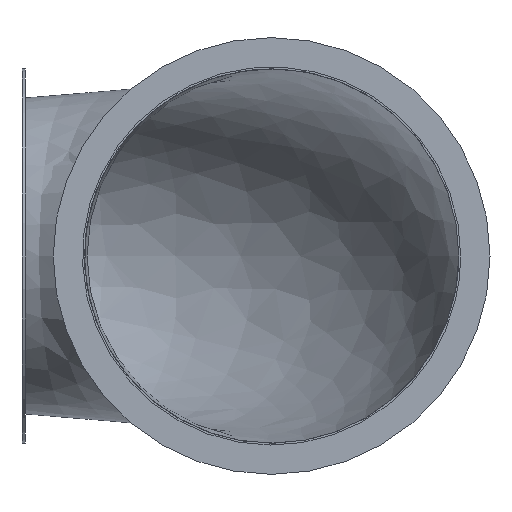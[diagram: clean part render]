
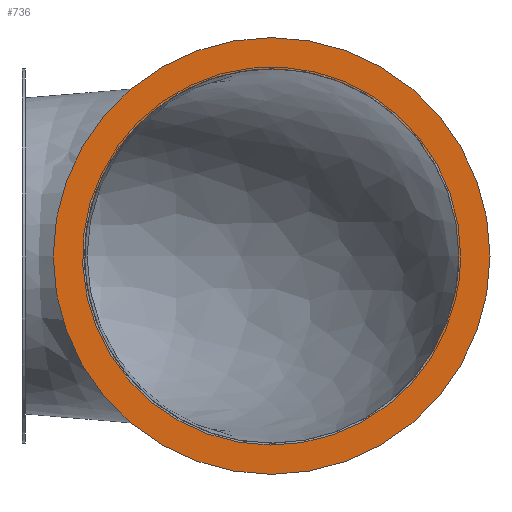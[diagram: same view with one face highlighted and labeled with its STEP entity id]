
A CAD part, front view. The second image highlights one B-rep face of the part: STEP entity #736.
In plain terms, the highlighted planar face has unit normal (0, -1, 0).
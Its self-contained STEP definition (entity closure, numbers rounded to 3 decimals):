
#675 = VERTEX_POINT('',#676);
#676 = CARTESIAN_POINT('',(750.,0.,0.));
#692 = EDGE_CURVE('',#675,#675,#693,.T.);
#693 = CIRCLE('',#694,350.);
#694 = AXIS2_PLACEMENT_3D('',#695,#696,#697);
#695 = CARTESIAN_POINT('',(400.,0.,0.));
#696 = DIRECTION('',(0.,-1.,0.));
#697 = DIRECTION('',(1.,0.,0.));
#708 = VERTEX_POINT('',#709);
#709 = CARTESIAN_POINT('',(700.,0.,0.));
#725 = EDGE_CURVE('',#708,#708,#726,.T.);
#726 = CIRCLE('',#727,300.);
#727 = AXIS2_PLACEMENT_3D('',#728,#729,#730);
#728 = CARTESIAN_POINT('',(400.,0.,0.));
#729 = DIRECTION('',(0.,-1.,0.));
#730 = DIRECTION('',(1.,0.,0.));
#736 = ADVANCED_FACE('',(#737,#740),#743,.F.);
#737 = FACE_BOUND('',#738,.T.);
#738 = EDGE_LOOP('',(#739));
#739 = ORIENTED_EDGE('',*,*,#692,.T.);
#740 = FACE_BOUND('',#741,.F.);
#741 = EDGE_LOOP('',(#742));
#742 = ORIENTED_EDGE('',*,*,#725,.T.);
#743 = PLANE('',#744);
#744 = AXIS2_PLACEMENT_3D('',#745,#746,#747);
#745 = CARTESIAN_POINT('',(400.,0.,0.));
#746 = DIRECTION('',(-0.,1.,0.));
#747 = DIRECTION('',(0.,0.,1.));
